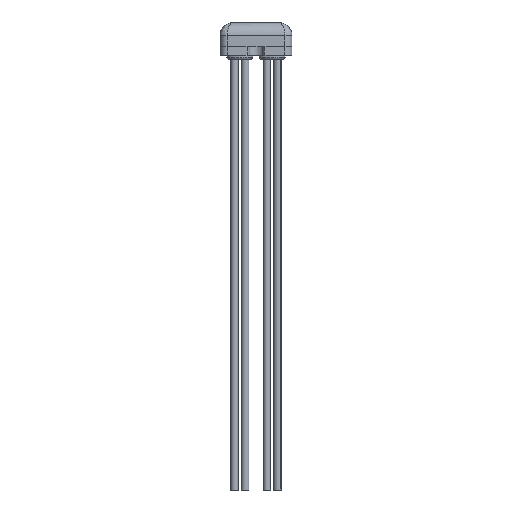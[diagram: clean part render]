
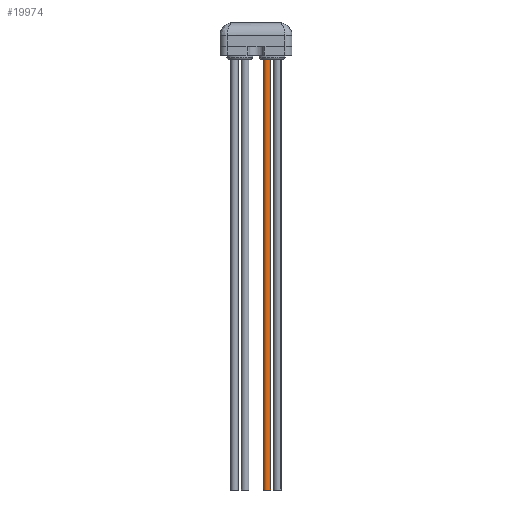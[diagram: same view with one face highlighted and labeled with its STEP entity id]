
A CAD part, left-side view. The second image highlights one B-rep face of the part: STEP entity #19974.
In plain terms, the highlighted cylindrical face has radius 1.321 mm (diameter 2.642 mm), a partial arc.
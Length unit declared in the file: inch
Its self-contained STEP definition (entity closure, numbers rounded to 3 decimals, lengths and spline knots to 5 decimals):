
#506 = VERTEX_POINT ( 'NONE', #25472 ) ;
#1298 = VERTEX_POINT ( 'NONE', #12631 ) ;
#1377 = CARTESIAN_POINT ( 'NONE',  ( -0.85, -0.15, -6.04221 ) ) ;
#1548 = VECTOR ( 'NONE', #23830, 39.37008 ) ;
#1758 = DIRECTION ( 'NONE',  ( -0.383, 0.924, 0. ) ) ;
#1933 = VERTEX_POINT ( 'NONE', #14555 ) ;
#2356 = VERTEX_POINT ( 'NONE', #17567 ) ;
#3020 = LINE ( 'NONE', #15408, #1548 ) ;
#3290 = CIRCLE ( 'NONE', #8129, 0.052 ) ;
#3533 = CARTESIAN_POINT ( 'NONE',  ( -0.83008, -0.19803, -6.04221 ) ) ;
#6145 = DIRECTION ( 'NONE',  ( 0., 0., 1. ) ) ;
#6919 = ORIENTED_EDGE ( 'NONE', *, *, #20495, .T. ) ;
#7429 = CIRCLE ( 'NONE', #14038, 0.052 ) ;
#7694 = DIRECTION ( 'NONE',  ( -0.383, 0.924, 0. ) ) ;
#8129 = AXIS2_PLACEMENT_3D ( 'NONE', #18156, #10149, #1758 ) ;
#9918 = CYLINDRICAL_SURFACE ( 'NONE', #22230, 0.052 ) ;
#10097 = ORIENTED_EDGE ( 'NONE', *, *, #24261, .F. ) ;
#10149 = DIRECTION ( 'NONE',  ( 0., 0., 1. ) ) ;
#12330 = LINE ( 'NONE', #3533, #20482 ) ;
#12631 = CARTESIAN_POINT ( 'NONE',  ( -0.83008, -0.19803, -6.04221 ) ) ;
#13635 = FACE_OUTER_BOUND ( 'NONE', #19797, .T. ) ;
#14038 = AXIS2_PLACEMENT_3D ( 'NONE', #25269, #14802, #23220 ) ;
#14555 = CARTESIAN_POINT ( 'NONE',  ( -0.86992, -0.10197, -6.04221 ) ) ;
#14802 = DIRECTION ( 'NONE',  ( 0., 0., -1. ) ) ;
#15408 = CARTESIAN_POINT ( 'NONE',  ( -0.86992, -0.10197, -6.04221 ) ) ;
#15901 = ORIENTED_EDGE ( 'NONE', *, *, #16387, .T. ) ;
#16387 = EDGE_CURVE ( 'NONE', #506, #2356, #7429, .T. ) ;
#17567 = CARTESIAN_POINT ( 'NONE',  ( -0.86992, -0.10197, 0.257 ) ) ;
#18156 = CARTESIAN_POINT ( 'NONE',  ( -0.85, -0.15, -6.04221 ) ) ;
#19797 = EDGE_LOOP ( 'NONE', ( #20953, #6919, #15901, #10097 ) ) ;
#19974 = ADVANCED_FACE ( 'NONE', ( #13635 ), #9918, .T. ) ;
#20482 = VECTOR ( 'NONE', #6145, 39.37008 ) ;
#20495 = EDGE_CURVE ( 'NONE', #1298, #506, #12330, .T. ) ;
#20953 = ORIENTED_EDGE ( 'NONE', *, *, #24396, .T. ) ;
#22230 = AXIS2_PLACEMENT_3D ( 'NONE', #1377, #24543, #7694 ) ;
#23220 = DIRECTION ( 'NONE',  ( -0.383, 0.924, 0. ) ) ;
#23830 = DIRECTION ( 'NONE',  ( 0., 0., 1. ) ) ;
#24261 = EDGE_CURVE ( 'NONE', #1933, #2356, #3020, .T. ) ;
#24396 = EDGE_CURVE ( 'NONE', #1933, #1298, #3290, .T. ) ;
#24543 = DIRECTION ( 'NONE',  ( 0., 0., 1. ) ) ;
#25269 = CARTESIAN_POINT ( 'NONE',  ( -0.85, -0.15, 0.257 ) ) ;
#25472 = CARTESIAN_POINT ( 'NONE',  ( -0.83008, -0.19803, 0.257 ) ) ;
